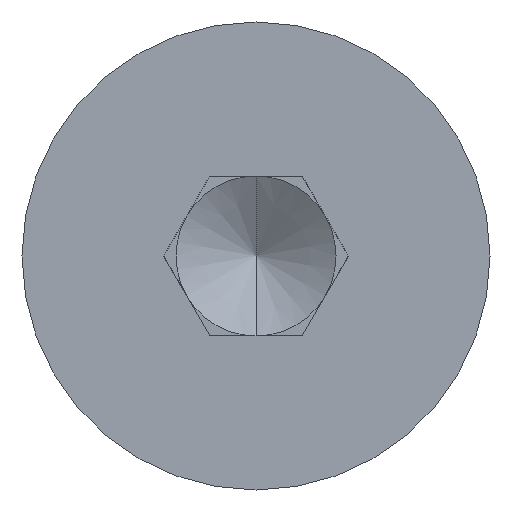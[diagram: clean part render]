
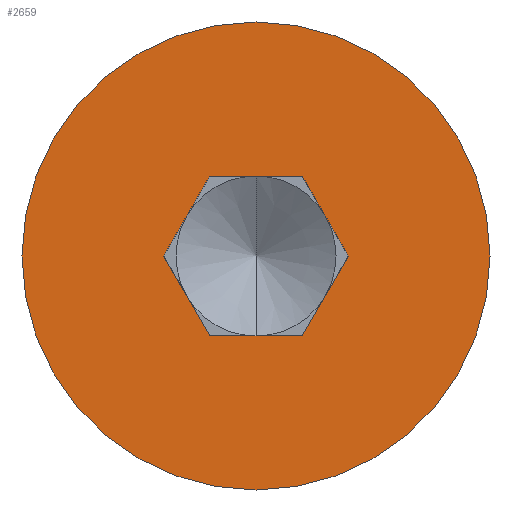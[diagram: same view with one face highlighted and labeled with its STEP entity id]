
A CAD part, left-side view. The second image highlights one B-rep face of the part: STEP entity #2659.
In plain terms, the highlighted planar face has unit normal (-1, 0, 0).
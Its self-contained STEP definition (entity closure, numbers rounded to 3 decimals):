
#39 = CARTESIAN_POINT ( 'NONE',  ( 0., 1.155, -2. ) ) ;
#117 = VERTEX_POINT ( 'NONE', #1280 ) ;
#148 = CIRCLE ( 'NONE', #2539, 5.85 ) ;
#175 = DIRECTION ( 'NONE',  ( -1., 0., 0. ) ) ;
#198 = CARTESIAN_POINT ( 'NONE',  ( 0., 0., 5.85 ) ) ;
#324 = DIRECTION ( 'NONE',  ( 0., -0.5, -0.866 ) ) ;
#393 = VECTOR ( 'NONE', #1444, 1000. ) ;
#442 = EDGE_CURVE ( 'NONE', #1235, #117, #592, .T. ) ;
#453 = VECTOR ( 'NONE', #564, 1000. ) ;
#497 = DIRECTION ( 'NONE',  ( -1., 0., 0. ) ) ;
#501 = VERTEX_POINT ( 'NONE', #547 ) ;
#546 = CARTESIAN_POINT ( 'NONE',  ( 0., -1.155, 2. ) ) ;
#547 = CARTESIAN_POINT ( 'NONE',  ( 0., -2.309, 0. ) ) ;
#564 = DIRECTION ( 'NONE',  ( 0., 0.5, -0.866 ) ) ;
#592 = LINE ( 'NONE', #2402, #2220 ) ;
#651 = CIRCLE ( 'NONE', #1276, 5.85 ) ;
#781 = CARTESIAN_POINT ( 'NONE',  ( 0., -2.309, 0. ) ) ;
#869 = EDGE_CURVE ( 'NONE', #2654, #2132, #651, .T. ) ;
#883 = CARTESIAN_POINT ( 'NONE',  ( 0., 2.309, 0. ) ) ;
#957 = LINE ( 'NONE', #2277, #393 ) ;
#979 = CARTESIAN_POINT ( 'NONE',  ( 0., -1.155, -2. ) ) ;
#997 = AXIS2_PLACEMENT_3D ( 'NONE', #2311, #175, #2667 ) ;
#1018 = DIRECTION ( 'NONE',  ( 0., -1., 0. ) ) ;
#1041 = CARTESIAN_POINT ( 'NONE',  ( 0., 0., -5.85 ) ) ;
#1112 = FACE_OUTER_BOUND ( 'NONE', #2237, .T. ) ;
#1152 = DIRECTION ( 'NONE',  ( 0., -0.5, 0.866 ) ) ;
#1205 = VERTEX_POINT ( 'NONE', #979 ) ;
#1222 = CARTESIAN_POINT ( 'NONE',  ( 0., 1.155, -2. ) ) ;
#1235 = VERTEX_POINT ( 'NONE', #883 ) ;
#1272 = ORIENTED_EDGE ( 'NONE', *, *, #1481, .T. ) ;
#1276 = AXIS2_PLACEMENT_3D ( 'NONE', #2393, #2260, #1813 ) ;
#1280 = CARTESIAN_POINT ( 'NONE',  ( 0., 1.155, 2. ) ) ;
#1306 = ORIENTED_EDGE ( 'NONE', *, *, #869, .T. ) ;
#1372 = ORIENTED_EDGE ( 'NONE', *, *, #2479, .T. ) ;
#1390 = VECTOR ( 'NONE', #324, 1000. ) ;
#1416 = ORIENTED_EDGE ( 'NONE', *, *, #2348, .T. ) ;
#1444 = DIRECTION ( 'NONE',  ( 0., 1., 0. ) ) ;
#1463 = PLANE ( 'NONE',  #997 ) ;
#1481 = EDGE_CURVE ( 'NONE', #501, #1205, #1600, .T. ) ;
#1509 = EDGE_CURVE ( 'NONE', #1205, #2340, #957, .T. ) ;
#1511 = VERTEX_POINT ( 'NONE', #2734 ) ;
#1523 = VECTOR ( 'NONE', #2503, 1000. ) ;
#1600 = LINE ( 'NONE', #781, #453 ) ;
#1766 = CARTESIAN_POINT ( 'NONE',  ( 0., 0., 0. ) ) ;
#1810 = LINE ( 'NONE', #2511, #2320 ) ;
#1813 = DIRECTION ( 'NONE',  ( 0., 0., 1. ) ) ;
#1935 = LINE ( 'NONE', #546, #1390 ) ;
#1970 = EDGE_CURVE ( 'NONE', #2340, #1235, #2009, .T. ) ;
#1980 = DIRECTION ( 'NONE',  ( 0., 0., 1. ) ) ;
#2009 = LINE ( 'NONE', #1222, #1523 ) ;
#2069 = ORIENTED_EDGE ( 'NONE', *, *, #1509, .T. ) ;
#2132 = VERTEX_POINT ( 'NONE', #198 ) ;
#2162 = ORIENTED_EDGE ( 'NONE', *, *, #1970, .T. ) ;
#2165 = ORIENTED_EDGE ( 'NONE', *, *, #442, .T. ) ;
#2197 = ORIENTED_EDGE ( 'NONE', *, *, #2623, .T. ) ;
#2220 = VECTOR ( 'NONE', #1152, 1000. ) ;
#2237 = EDGE_LOOP ( 'NONE', ( #1416, #1306 ) ) ;
#2249 = FACE_BOUND ( 'NONE', #2331, .T. ) ;
#2260 = DIRECTION ( 'NONE',  ( -1., 0., 0. ) ) ;
#2277 = CARTESIAN_POINT ( 'NONE',  ( 0., -1.155, -2. ) ) ;
#2311 = CARTESIAN_POINT ( 'NONE',  ( 0., 0., 0. ) ) ;
#2320 = VECTOR ( 'NONE', #1018, 1000. ) ;
#2331 = EDGE_LOOP ( 'NONE', ( #1372, #1272, #2069, #2162, #2165, #2197 ) ) ;
#2340 = VERTEX_POINT ( 'NONE', #39 ) ;
#2348 = EDGE_CURVE ( 'NONE', #2132, #2654, #148, .T. ) ;
#2393 = CARTESIAN_POINT ( 'NONE',  ( 0., 0., 0. ) ) ;
#2402 = CARTESIAN_POINT ( 'NONE',  ( 0., 2.309, 0. ) ) ;
#2479 = EDGE_CURVE ( 'NONE', #1511, #501, #1935, .T. ) ;
#2503 = DIRECTION ( 'NONE',  ( 0., 0.5, 0.866 ) ) ;
#2511 = CARTESIAN_POINT ( 'NONE',  ( 0., 1.155, 2. ) ) ;
#2539 = AXIS2_PLACEMENT_3D ( 'NONE', #1766, #497, #1980 ) ;
#2623 = EDGE_CURVE ( 'NONE', #117, #1511, #1810, .T. ) ;
#2654 = VERTEX_POINT ( 'NONE', #1041 ) ;
#2659 = ADVANCED_FACE ( 'NONE', ( #1112, #2249 ), #1463, .T. ) ;
#2667 = DIRECTION ( 'NONE',  ( 0., 0., 1. ) ) ;
#2734 = CARTESIAN_POINT ( 'NONE',  ( 0., -1.155, 2. ) ) ;
